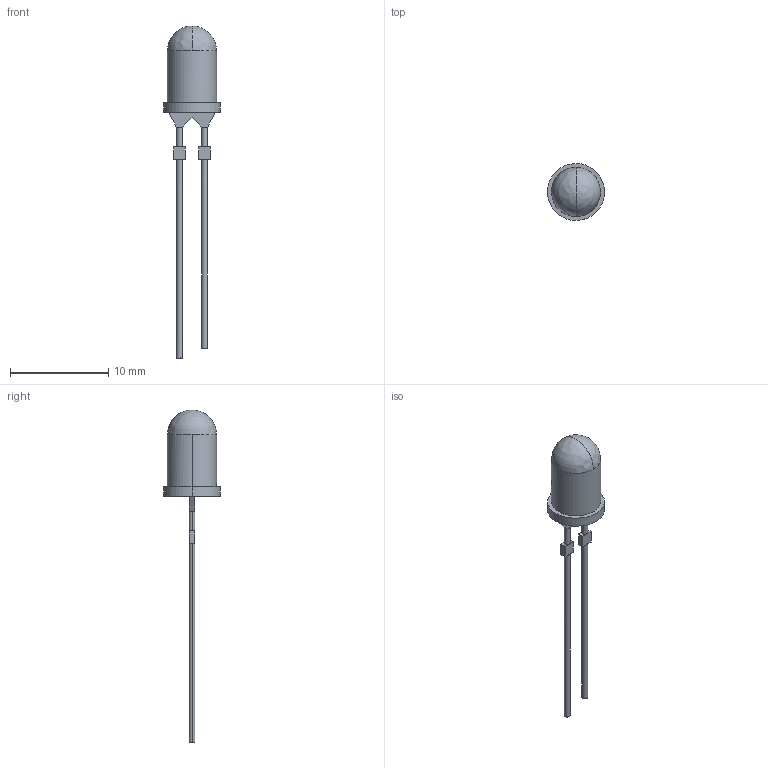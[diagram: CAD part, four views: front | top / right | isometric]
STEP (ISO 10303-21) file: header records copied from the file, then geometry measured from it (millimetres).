
FILE_DESCRIPTION(/* description */ (''),/* implementation_level */ '2;1');
FILE_NAME(/* name */ 'C503B-~1',/* time_stamp */ '2020-02-19T11:58:43+01:00',/* author */ (''),/* organization */ (''),/* preprocessor_version */ 'ST-DEVELOPER v15',/* originating_system */ '',/* authorisation */ '');
FILE_SCHEMA (('AUTOMOTIVE_DESIGN'));
Length unit declared in the file: millimetre
Products named in the file (1): Document
Bounding box: 5.8 x 5.79 x 33.8 mm (x, y, z)
Volume: 180.7 mm3; surface area: 278.7 mm2
Topology: 1 solids, 1 shells, 48 faces, 115 edges, 69 vertices
Faces by surface type: plane 34, bspline 14
Entity records: 1335 total; most frequent: CARTESIAN_POINT 621, ORIENTED_EDGE 226, EDGE_CURVE 113, VERTEX_POINT 69, B_SPLINE_CURVE_WITH_KNOTS 61, EDGE_LOOP 50, ADVANCED_FACE 48, FACE_OUTER_BOUND 48
